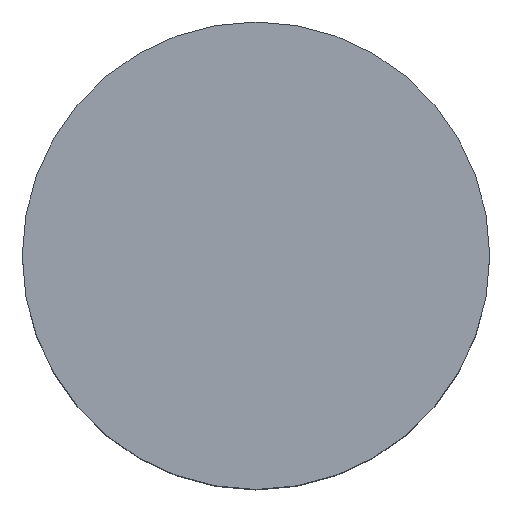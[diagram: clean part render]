
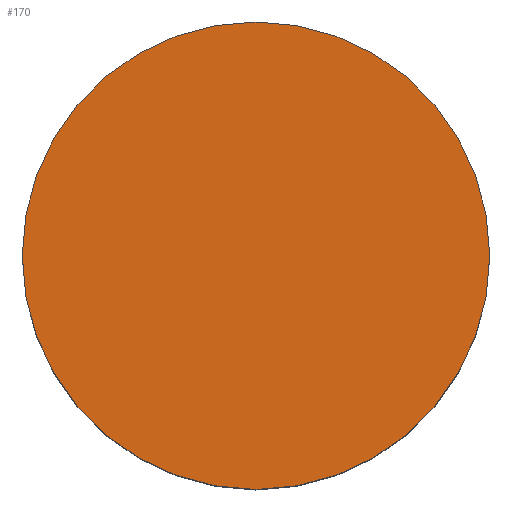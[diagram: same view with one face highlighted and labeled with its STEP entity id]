
A CAD part, top view. The second image highlights one B-rep face of the part: STEP entity #170.
In plain terms, the highlighted planar face has unit normal (0, 0, 1).
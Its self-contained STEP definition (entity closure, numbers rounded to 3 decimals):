
#32=PLANE('',#211);
#46=FACE_OUTER_BOUND('',#64,.T.);
#64=EDGE_LOOP('',(#154));
#88=CIRCLE('',#210,9.);
#100=VERTEX_POINT('',#313);
#117=EDGE_CURVE('',#100,#100,#88,.T.);
#154=ORIENTED_EDGE('',*,*,#117,.T.);
#170=ADVANCED_FACE('',(#46),#32,.T.);
#210=AXIS2_PLACEMENT_3D('',#314,#267,#268);
#211=AXIS2_PLACEMENT_3D('',#316,#270,#271);
#267=DIRECTION('center_axis',(0.,0.,1.));
#268=DIRECTION('ref_axis',(1.,0.,0.));
#270=DIRECTION('center_axis',(0.,0.,1.));
#271=DIRECTION('ref_axis',(1.,0.,0.));
#313=CARTESIAN_POINT('',(-9.,0.,12.));
#314=CARTESIAN_POINT('Origin',(0.,0.,12.));
#316=CARTESIAN_POINT('Origin',(0.,0.,12.));
